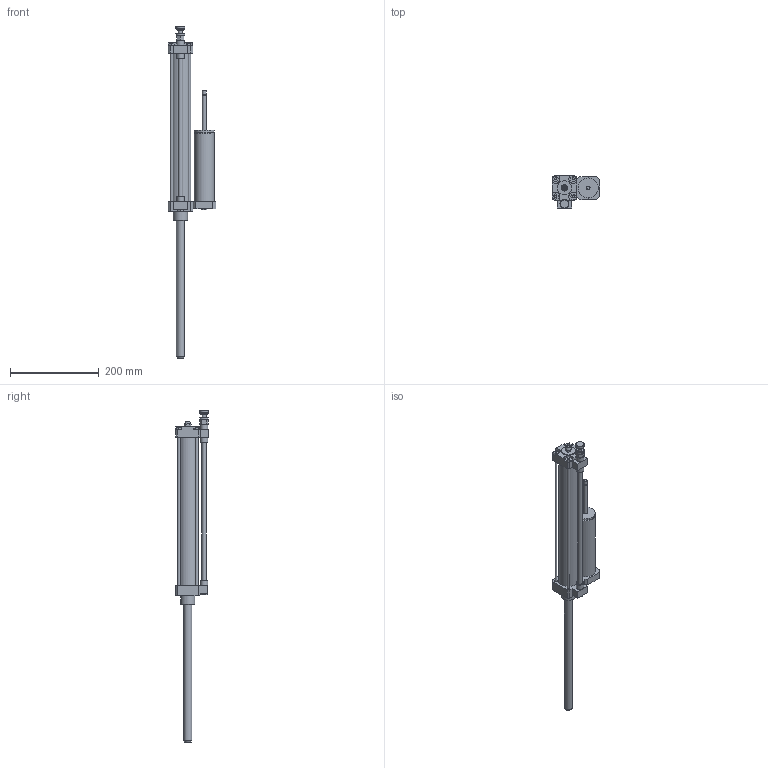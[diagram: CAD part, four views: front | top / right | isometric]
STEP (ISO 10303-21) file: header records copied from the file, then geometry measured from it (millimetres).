
FILE_DESCRIPTION((''),'2;1');
FILE_NAME('1400_40_0300_02_2.iam.stp','2009-04-23T11:22:31',(''),(''),'Autodesk Inventor 2009','Autodesk Inventor 2009','');
FILE_SCHEMA(('AUTOMOTIVE_DESIGN { 1 0 10303 214 1 1 1 1 }'));
Length unit declared in the file: millimetre
Products named in the file (5): 1400_40_0300_02_2; 1400400300S; CORPO REGOLATORE; STELO  C 300; REGOLATORE
Assembly tree (4 placements, depth 2):
  1400_40_0300_02_2
    1400400300S
    CORPO REGOLATORE
    STELO  C 300
    REGOLATORE
Bounding box: 107 x 74 x 747 mm (x, y, z)
Volume: 1157204.2 mm3; surface area: 168102.4 mm2
Topology: 4 solids, 4 shells, 187 faces, 419 edges, 274 vertices
Faces by surface type: plane 107, cylinder 36, bspline 30, cone 14
Full cylindrical faces by diameter (mm): 2 x2, 6 x4, 8 x2, 9 x1, 10 x1, 14 x1, 17 x1, 17.5 x2, 18 x2, 20 x2, 32 x2, 41 x1, 45 x3
Entity records: 5530 total; most frequent: CARTESIAN_POINT 1221, DIRECTION 798, ORIENTED_EDGE 728, EDGE_CURVE 364, AXIS2_PLACEMENT_3D 286, EDGE_LOOP 280, VERTEX_POINT 270, VECTOR 226
